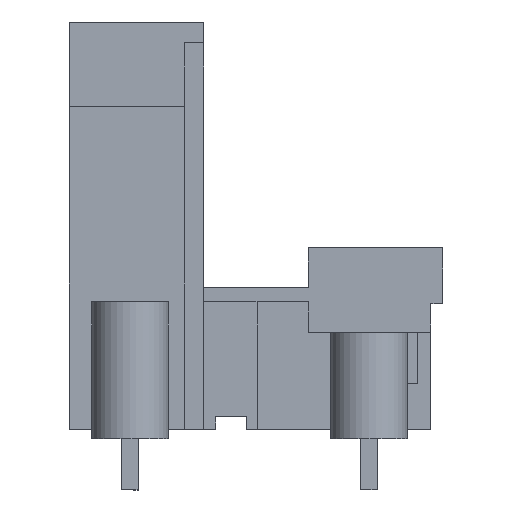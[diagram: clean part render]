
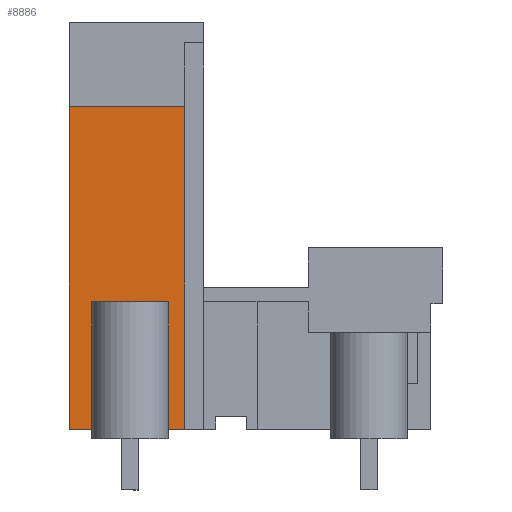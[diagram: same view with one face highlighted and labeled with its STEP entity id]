
A CAD part, left-side view. The second image highlights one B-rep face of the part: STEP entity #8886.
In plain terms, the highlighted planar face has unit normal (-1, 0, 0).
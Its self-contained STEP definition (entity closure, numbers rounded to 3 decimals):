
#8841=AXIS2_PLACEMENT_3D('Plane Axis2P3D',#8838,#8839,#8840) ;
#2355=CARTESIAN_POINT('Line Origine',(3.761,23.43,13.93)) ;
#2359=CARTESIAN_POINT('Vertex',(3.761,23.43,3.8)) ;
#2361=CARTESIAN_POINT('Vertex',(3.761,23.43,24.06)) ;
#2608=CARTESIAN_POINT('Line Origine',(3.761,19.815,24.06)) ;
#2612=CARTESIAN_POINT('Vertex',(3.76,16.2,24.06)) ;
#2647=CARTESIAN_POINT('Line Origine',(3.76,16.2,13.93)) ;
#2651=CARTESIAN_POINT('Vertex',(3.76,16.2,3.8)) ;
#8838=CARTESIAN_POINT('Axis2P3D Location',(3.761,23.43,3.2)) ;
#8843=CARTESIAN_POINT('Line Origine',(3.761,22.73,3.8)) ;
#8847=CARTESIAN_POINT('Vertex',(3.761,22.03,3.8)) ;
#8850=CARTESIAN_POINT('Line Origine',(3.761,22.03,7.8)) ;
#8854=CARTESIAN_POINT('Vertex',(3.761,22.03,11.8)) ;
#8857=CARTESIAN_POINT('Line Origine',(3.761,19.63,11.8)) ;
#8861=CARTESIAN_POINT('Vertex',(3.761,17.23,11.8)) ;
#8864=CARTESIAN_POINT('Line Origine',(3.761,17.23,7.8)) ;
#8868=CARTESIAN_POINT('Vertex',(3.761,17.23,3.8)) ;
#8871=CARTESIAN_POINT('Line Origine',(3.761,16.715,3.8)) ;
#2356=DIRECTION('Vector Direction',(0.,0.,1.)) ;
#2609=DIRECTION('Vector Direction',(0.,-1.,0.)) ;
#2648=DIRECTION('Vector Direction',(0.,0.,1.)) ;
#8839=DIRECTION('Axis2P3D Direction',(-1.,0.,0.)) ;
#8840=DIRECTION('Axis2P3D XDirection',(0.,-1.,0.)) ;
#8844=DIRECTION('Vector Direction',(0.,-1.,0.)) ;
#8851=DIRECTION('Vector Direction',(0.,0.,1.)) ;
#8858=DIRECTION('Vector Direction',(0.,-1.,0.)) ;
#8865=DIRECTION('Vector Direction',(0.,0.,1.)) ;
#8872=DIRECTION('Vector Direction',(0.,-1.,0.)) ;
#2357=VECTOR('Line Direction',#2356,1.) ;
#2610=VECTOR('Line Direction',#2609,1.) ;
#2649=VECTOR('Line Direction',#2648,1.) ;
#8845=VECTOR('Line Direction',#8844,1.) ;
#8852=VECTOR('Line Direction',#8851,1.) ;
#8859=VECTOR('Line Direction',#8858,1.) ;
#8866=VECTOR('Line Direction',#8865,1.) ;
#8873=VECTOR('Line Direction',#8872,1.) ;
#8877=ORIENTED_EDGE('',*,*,#2653,.T.) ;
#8878=ORIENTED_EDGE('',*,*,#2614,.F.) ;
#8879=ORIENTED_EDGE('',*,*,#2363,.F.) ;
#8880=ORIENTED_EDGE('',*,*,#8849,.T.) ;
#8881=ORIENTED_EDGE('',*,*,#8856,.T.) ;
#8882=ORIENTED_EDGE('',*,*,#8863,.T.) ;
#8883=ORIENTED_EDGE('',*,*,#8870,.F.) ;
#8884=ORIENTED_EDGE('',*,*,#8875,.T.) ;
#8886=ADVANCED_FACE('HOUSING',(#8885),#8842,.T.) ;
#2363=EDGE_CURVE('',#2360,#2362,#2358,.T.) ;
#2614=EDGE_CURVE('',#2362,#2613,#2611,.T.) ;
#2653=EDGE_CURVE('',#2652,#2613,#2650,.T.) ;
#8849=EDGE_CURVE('',#2360,#8848,#8846,.T.) ;
#8856=EDGE_CURVE('',#8848,#8855,#8853,.T.) ;
#8863=EDGE_CURVE('',#8855,#8862,#8860,.T.) ;
#8870=EDGE_CURVE('',#8869,#8862,#8867,.T.) ;
#8875=EDGE_CURVE('',#8869,#2652,#8874,.T.) ;
#8876=EDGE_LOOP('',(#8877,#8878,#8879,#8880,#8881,#8882,#8883,#8884)) ;
#8885=FACE_OUTER_BOUND('',#8876,.T.) ;
#2358=LINE('Line',#2355,#2357) ;
#2611=LINE('Line',#2608,#2610) ;
#2650=LINE('Line',#2647,#2649) ;
#8846=LINE('Line',#8843,#8845) ;
#8853=LINE('Line',#8850,#8852) ;
#8860=LINE('Line',#8857,#8859) ;
#8867=LINE('Line',#8864,#8866) ;
#8874=LINE('Line',#8871,#8873) ;
#8842=PLANE('',#8841) ;
#2360=VERTEX_POINT('',#2359) ;
#2362=VERTEX_POINT('',#2361) ;
#2613=VERTEX_POINT('',#2612) ;
#2652=VERTEX_POINT('',#2651) ;
#8848=VERTEX_POINT('',#8847) ;
#8855=VERTEX_POINT('',#8854) ;
#8862=VERTEX_POINT('',#8861) ;
#8869=VERTEX_POINT('',#8868) ;
